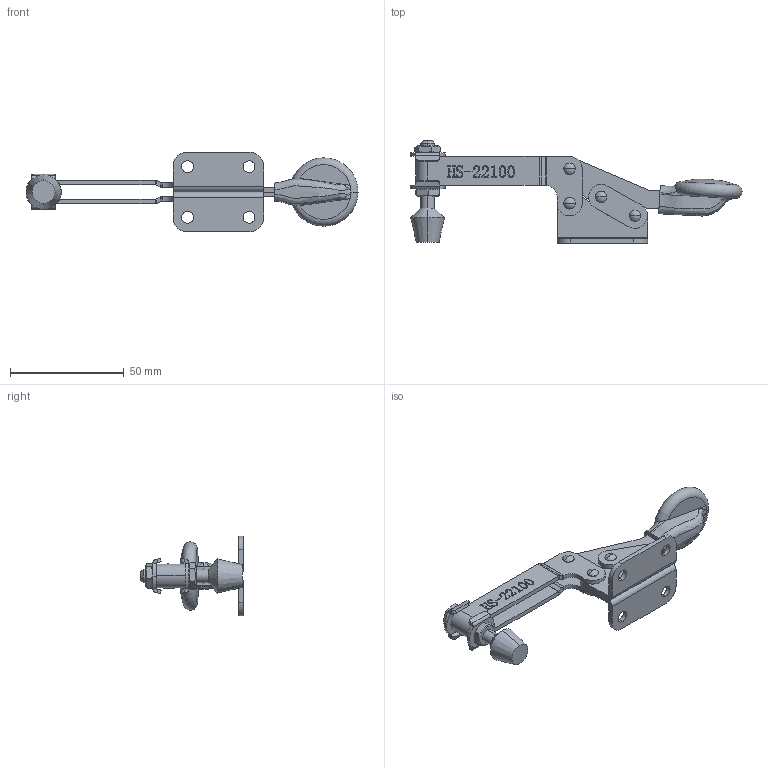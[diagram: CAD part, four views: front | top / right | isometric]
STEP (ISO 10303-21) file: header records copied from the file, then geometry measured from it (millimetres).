
FILE_DESCRIPTION (( 'STEP AP203' ), '1' );
FILE_NAME ('HS-22100 .STEP', '2019-10-15T01:03:29', ( '微软用户' ), ( '微软中国' ), 'SwSTEP 2.0', 'SolidWorks 2012', '' );
FILE_SCHEMA (( 'CONFIG_CONTROL_DESIGN' ));
Length unit declared in the file: millimetre
Products named in the file (12): HS-22100  ; FW-140; 蟀裝; hex thin nuts-grades ab-chamfered gb_GB_FASTENER_NUT_STNAB M6-N; hexagon head bolts-full thread gb_GB_FASTENER_BOLT_STBAB A M6X40-C; 揤輸; 揤參; 种; 忒梟; 忒參; 楊擘菁釱衵; 楊擘菁釱酘
Assembly tree (18 placements, depth 2):
  HS-22100  
    楊擘菁釱酘
    楊擘菁釱衵
    忒參
    忒梟  x2
    种  x4
    揤參
    揤輸
    hexagon head bolts-full thread gb_GB_FASTENER_BOLT_STBAB A M6X40-C
    hex thin nuts-grades ab-chamfered gb_GB_FASTENER_NUT_STNAB M6-N  x2
    蟀裝  x2
    FW-140  x2
Bounding box: 145.71 x 44.95 x 34.9 mm (x, y, z)
Volume: 22749.6 mm3; surface area: 21675.1 mm2
Topology: 18 solids, 18 shells, 700 faces, 1794 edges, 1163 vertices
Faces by surface type: plane 360, bspline 147, cylinder 135, cone 30, torus 18, sphere 10
Entity records: 29302 total; most frequent: CARTESIAN_POINT 14039, ORIENTED_EDGE 3096, DIRECTION 2400, EDGE_CURVE 1548, VERTEX_POINT 1004, LINE 974, VECTOR 974, AXIS2_PLACEMENT_3D 713
